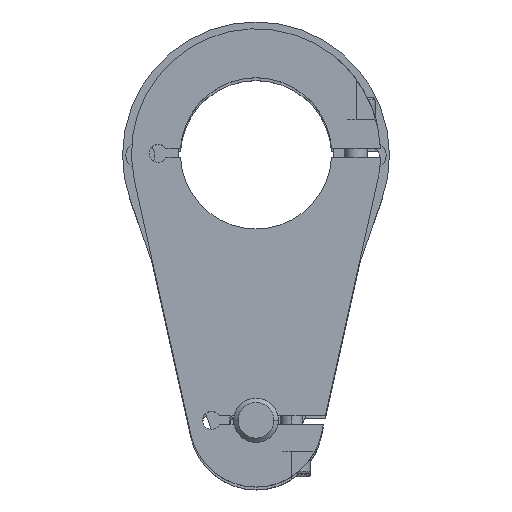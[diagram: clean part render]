
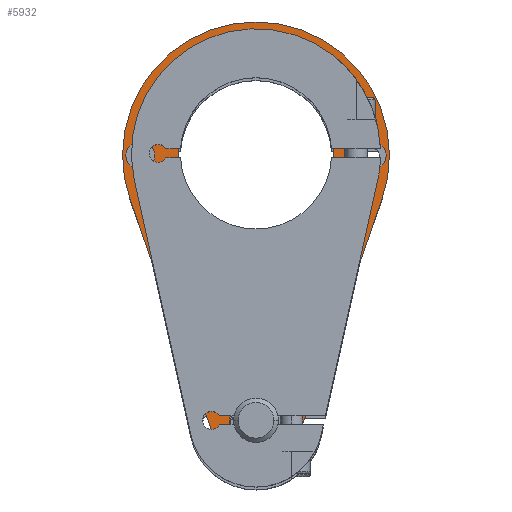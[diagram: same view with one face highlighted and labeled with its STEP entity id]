
A CAD part, top view. The second image highlights one B-rep face of the part: STEP entity #5932.
In plain terms, the highlighted planar face has unit normal (0, 0, 1).
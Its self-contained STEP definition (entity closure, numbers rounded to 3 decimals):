
#203 = ORIENTED_EDGE ( 'NONE', *, *, #9188, .T. ) ;
#238 = ORIENTED_EDGE ( 'NONE', *, *, #11012, .T. ) ;
#358 = VECTOR ( 'NONE', #894, 1000. ) ;
#365 = CARTESIAN_POINT ( 'NONE',  ( 0., -17.5, -274. ) ) ;
#749 = EDGE_CURVE ( 'NONE', #2422, #11783, #1788, .T. ) ;
#821 = DIRECTION ( 'NONE',  ( 0., -1., 0. ) ) ;
#824 = DIRECTION ( 'NONE',  ( 0., 0., -1. ) ) ;
#846 = CARTESIAN_POINT ( 'NONE',  ( 0., 0., -274. ) ) ;
#894 = DIRECTION ( 'NONE',  ( 0.333, 0.943, 0. ) ) ;
#912 = ORIENTED_EDGE ( 'NONE', *, *, #11541, .T. ) ;
#1056 = FACE_BOUND ( 'NONE', #4670, .T. ) ;
#1062 = LINE ( 'NONE', #10388, #3515 ) ;
#1090 = VERTEX_POINT ( 'NONE', #5054 ) ;
#1115 = EDGE_CURVE ( 'NONE', #11146, #4940, #3359, .T. ) ;
#1167 = CARTESIAN_POINT ( 'NONE',  ( 0., -66., -274. ) ) ;
#1213 = EDGE_LOOP ( 'NONE', ( #238, #912, #3526, #11561, #8135 ) ) ;
#1336 = ORIENTED_EDGE ( 'NONE', *, *, #1349, .T. ) ;
#1349 = EDGE_CURVE ( 'NONE', #10469, #1090, #3818, .T. ) ;
#1438 = AXIS2_PLACEMENT_3D ( 'NONE', #8076, #8051, #8039 ) ;
#1488 = CARTESIAN_POINT ( 'NONE',  ( 9.428, -63.333, -274. ) ) ;
#1580 = DIRECTION ( 'NONE',  ( 0., -1., 0. ) ) ;
#1591 = DIRECTION ( 'NONE',  ( 0., 0., -1. ) ) ;
#1621 = CARTESIAN_POINT ( 'NONE',  ( 26., 0., -274. ) ) ;
#1788 = CIRCLE ( 'NONE', #1438, 17.5 ) ;
#2422 = VERTEX_POINT ( 'NONE', #365 ) ;
#2424 = CIRCLE ( 'NONE', #11721, 17.5 ) ;
#2454 = CIRCLE ( 'NONE', #8534, 3.25 ) ;
#2513 = AXIS2_PLACEMENT_3D ( 'NONE', #6334, #6292, #6246 ) ;
#2527 = CIRCLE ( 'NONE', #5123, 30. ) ;
#2827 = LINE ( 'NONE', #1488, #358 ) ;
#2963 = ORIENTED_EDGE ( 'NONE', *, *, #749, .T. ) ;
#2991 = EDGE_CURVE ( 'NONE', #11056, #3318, #8495, .T. ) ;
#3162 = CARTESIAN_POINT ( 'NONE',  ( -26., 0., -274. ) ) ;
#3173 = CARTESIAN_POINT ( 'NONE',  ( -26., 3.25, -274. ) ) ;
#3233 = CIRCLE ( 'NONE', #8099, 3.25 ) ;
#3302 = EDGE_CURVE ( 'NONE', #4940, #11146, #12035, .T. ) ;
#3318 = VERTEX_POINT ( 'NONE', #3700 ) ;
#3359 = CIRCLE ( 'NONE', #10819, 6. ) ;
#3368 = CARTESIAN_POINT ( 'NONE',  ( 0., -60., -274. ) ) ;
#3396 = DIRECTION ( 'NONE',  ( 0., 0., -1. ) ) ;
#3408 = DIRECTION ( 'NONE',  ( 0., -1., 0. ) ) ;
#3515 = VECTOR ( 'NONE', #10446, 1000. ) ;
#3526 = ORIENTED_EDGE ( 'NONE', *, *, #2991, .T. ) ;
#3700 = CARTESIAN_POINT ( 'NONE',  ( 0., -70., -274. ) ) ;
#3818 = CIRCLE ( 'NONE', #8493, 3.25 ) ;
#4670 = EDGE_LOOP ( 'NONE', ( #1336, #203 ) ) ;
#4728 = DIRECTION ( 'NONE',  ( 0., -1., 0. ) ) ;
#4745 = DIRECTION ( 'NONE',  ( 0., 0., -1. ) ) ;
#4765 = CARTESIAN_POINT ( 'NONE',  ( 0., -60., -274. ) ) ;
#4906 = CARTESIAN_POINT ( 'NONE',  ( -28.284, -10., -274. ) ) ;
#4940 = VERTEX_POINT ( 'NONE', #1167 ) ;
#4952 = CIRCLE ( 'NONE', #9078, 3.25 ) ;
#4997 = CARTESIAN_POINT ( 'NONE',  ( 0., 17.5, -274. ) ) ;
#5053 = EDGE_CURVE ( 'NONE', #6264, #6569, #2454, .T. ) ;
#5054 = CARTESIAN_POINT ( 'NONE',  ( 26., 3.25, -274. ) ) ;
#5067 = CARTESIAN_POINT ( 'NONE',  ( 28.284, -10., -274. ) ) ;
#5123 = AXIS2_PLACEMENT_3D ( 'NONE', #7924, #7910, #7883 ) ;
#5309 = ORIENTED_EDGE ( 'NONE', *, *, #3302, .T. ) ;
#5436 = DIRECTION ( 'NONE',  ( 0., -1., 0. ) ) ;
#5444 = DIRECTION ( 'NONE',  ( 0., -1., 0. ) ) ;
#5453 = DIRECTION ( 'NONE',  ( 0., 0., -1. ) ) ;
#5455 = CARTESIAN_POINT ( 'NONE',  ( -26., 0., -274. ) ) ;
#5482 = DIRECTION ( 'NONE',  ( 0., 0., 1. ) ) ;
#5551 = CARTESIAN_POINT ( 'NONE',  ( 0., -60., -274. ) ) ;
#5788 = CARTESIAN_POINT ( 'NONE',  ( 0., -54., -274. ) ) ;
#5932 = ADVANCED_FACE ( 'NONE', ( #6424, #10581, #11339, #9180, #1056 ), #7511, .T. ) ;
#6246 = DIRECTION ( 'NONE',  ( 0., -1., 0. ) ) ;
#6264 = VERTEX_POINT ( 'NONE', #11500 ) ;
#6292 = DIRECTION ( 'NONE',  ( 0., 0., 1. ) ) ;
#6334 = CARTESIAN_POINT ( 'NONE',  ( 0., -60., -274. ) ) ;
#6424 = FACE_OUTER_BOUND ( 'NONE', #1213, .T. ) ;
#6458 = DIRECTION ( 'NONE',  ( 0., -1., 0. ) ) ;
#6469 = DIRECTION ( 'NONE',  ( 0., 0., -1. ) ) ;
#6472 = CARTESIAN_POINT ( 'NONE',  ( 26., 0., -274. ) ) ;
#6516 = VERTEX_POINT ( 'NONE', #4906 ) ;
#6569 = VERTEX_POINT ( 'NONE', #3173 ) ;
#7044 = AXIS2_PLACEMENT_3D ( 'NONE', #3368, #3396, #3408 ) ;
#7323 = CARTESIAN_POINT ( 'NONE',  ( -9.428, -63.333, -274. ) ) ;
#7445 = CARTESIAN_POINT ( 'NONE',  ( 26., -3.25, -274. ) ) ;
#7511 = PLANE ( 'NONE',  #2513 ) ;
#7618 = AXIS2_PLACEMENT_3D ( 'NONE', #5551, #5482, #5436 ) ;
#7647 = AXIS2_PLACEMENT_3D ( 'NONE', #10956, #10108, #9983 ) ;
#7860 = CIRCLE ( 'NONE', #7618, 10. ) ;
#7883 = DIRECTION ( 'NONE',  ( 0., -1., 0. ) ) ;
#7910 = DIRECTION ( 'NONE',  ( 0., 0., 1. ) ) ;
#7924 = CARTESIAN_POINT ( 'NONE',  ( 0., 0., -274. ) ) ;
#8001 = EDGE_LOOP ( 'NONE', ( #8267, #8763 ) ) ;
#8039 = DIRECTION ( 'NONE',  ( 0., -1., 0. ) ) ;
#8051 = DIRECTION ( 'NONE',  ( 0., 0., -1. ) ) ;
#8076 = CARTESIAN_POINT ( 'NONE',  ( 0., 0., -274. ) ) ;
#8099 = AXIS2_PLACEMENT_3D ( 'NONE', #6472, #6469, #6458 ) ;
#8135 = ORIENTED_EDGE ( 'NONE', *, *, #10670, .T. ) ;
#8267 = ORIENTED_EDGE ( 'NONE', *, *, #5053, .T. ) ;
#8493 = AXIS2_PLACEMENT_3D ( 'NONE', #1621, #1591, #1580 ) ;
#8495 = CIRCLE ( 'NONE', #7647, 10. ) ;
#8534 = AXIS2_PLACEMENT_3D ( 'NONE', #3162, #8760, #11737 ) ;
#8760 = DIRECTION ( 'NONE',  ( 0., 0., -1. ) ) ;
#8763 = ORIENTED_EDGE ( 'NONE', *, *, #9318, .T. ) ;
#9078 = AXIS2_PLACEMENT_3D ( 'NONE', #5455, #5453, #5444 ) ;
#9180 = FACE_BOUND ( 'NONE', #8001, .T. ) ;
#9188 = EDGE_CURVE ( 'NONE', #1090, #10469, #3233, .T. ) ;
#9275 = ORIENTED_EDGE ( 'NONE', *, *, #1115, .T. ) ;
#9318 = EDGE_CURVE ( 'NONE', #6569, #6264, #4952, .T. ) ;
#9420 = VERTEX_POINT ( 'NONE', #5067 ) ;
#9983 = DIRECTION ( 'NONE',  ( 0., -1., 0. ) ) ;
#10104 = EDGE_CURVE ( 'NONE', #11783, #2422, #2424, .T. ) ;
#10108 = DIRECTION ( 'NONE',  ( 0., 0., 1. ) ) ;
#10125 = EDGE_LOOP ( 'NONE', ( #5309, #9275 ) ) ;
#10388 = CARTESIAN_POINT ( 'NONE',  ( -28.284, -10., -274. ) ) ;
#10397 = CARTESIAN_POINT ( 'NONE',  ( 9.428, -63.333, -274. ) ) ;
#10446 = DIRECTION ( 'NONE',  ( 0.333, -0.943, 0. ) ) ;
#10469 = VERTEX_POINT ( 'NONE', #7445 ) ;
#10581 = FACE_BOUND ( 'NONE', #11655, .T. ) ;
#10670 = EDGE_CURVE ( 'NONE', #10914, #9420, #2827, .T. ) ;
#10819 = AXIS2_PLACEMENT_3D ( 'NONE', #4765, #4745, #4728 ) ;
#10914 = VERTEX_POINT ( 'NONE', #10397 ) ;
#10956 = CARTESIAN_POINT ( 'NONE',  ( 0., -60., -274. ) ) ;
#11012 = EDGE_CURVE ( 'NONE', #9420, #6516, #2527, .T. ) ;
#11056 = VERTEX_POINT ( 'NONE', #7323 ) ;
#11146 = VERTEX_POINT ( 'NONE', #5788 ) ;
#11339 = FACE_BOUND ( 'NONE', #10125, .T. ) ;
#11500 = CARTESIAN_POINT ( 'NONE',  ( -26., -3.25, -274. ) ) ;
#11541 = EDGE_CURVE ( 'NONE', #6516, #11056, #1062, .T. ) ;
#11561 = ORIENTED_EDGE ( 'NONE', *, *, #11709, .T. ) ;
#11573 = ORIENTED_EDGE ( 'NONE', *, *, #10104, .T. ) ;
#11655 = EDGE_LOOP ( 'NONE', ( #2963, #11573 ) ) ;
#11709 = EDGE_CURVE ( 'NONE', #3318, #10914, #7860, .T. ) ;
#11721 = AXIS2_PLACEMENT_3D ( 'NONE', #846, #824, #821 ) ;
#11737 = DIRECTION ( 'NONE',  ( 0., -1., 0. ) ) ;
#11783 = VERTEX_POINT ( 'NONE', #4997 ) ;
#12035 = CIRCLE ( 'NONE', #7044, 6. ) ;
